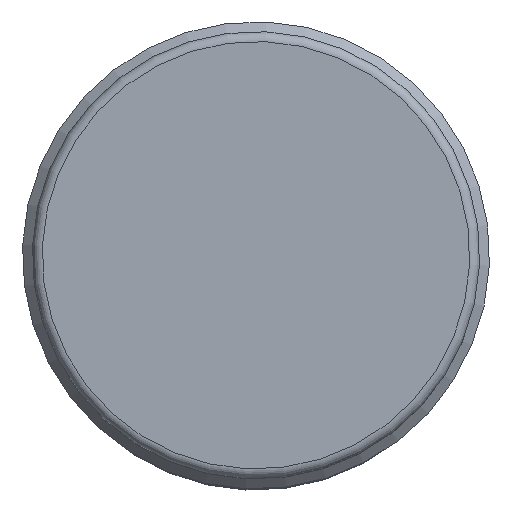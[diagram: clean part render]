
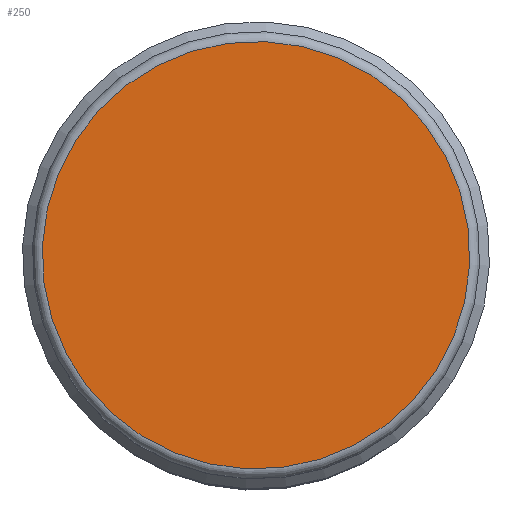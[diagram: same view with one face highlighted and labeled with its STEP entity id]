
A CAD part, top view. The second image highlights one B-rep face of the part: STEP entity #250.
In plain terms, the highlighted planar face has unit normal (0, 0, 1).
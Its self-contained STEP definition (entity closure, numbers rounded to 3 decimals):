
#43=PLANE('',#402);
#79=ORIENTED_EDGE('',*,*,#103,.F.);
#103=EDGE_CURVE('',#123,#123,#143,.T.);
#123=VERTEX_POINT('',#557);
#143=CIRCLE('',#403,10.8);
#179=EDGE_LOOP('',(#79));
#219=FACE_BOUND('',#179,.T.);
#250=ADVANCED_FACE('',(#219),#43,.F.);
#402=AXIS2_PLACEMENT_3D('',#555,#485,#486);
#403=AXIS2_PLACEMENT_3D('',#556,#487,#488);
#485=DIRECTION('',(0.,0.,-1.));
#486=DIRECTION('',(-0.924,0.383,0.));
#487=DIRECTION('',(0.,0.,-1.));
#488=DIRECTION('',(-0.924,0.383,0.));
#555=CARTESIAN_POINT('',(6.774,95.309,165.601));
#556=CARTESIAN_POINT('',(16.75,91.172,165.601));
#557=CARTESIAN_POINT('',(6.774,95.309,165.601));
